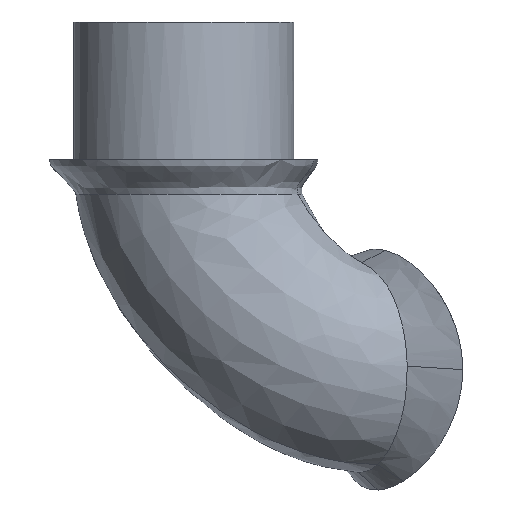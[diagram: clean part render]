
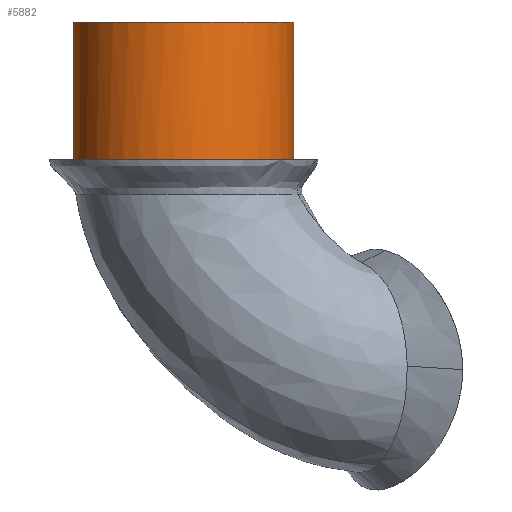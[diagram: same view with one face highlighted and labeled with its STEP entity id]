
A CAD part, front view. The second image highlights one B-rep face of the part: STEP entity #5882.
In plain terms, the highlighted cylindrical face has radius 16 mm (diameter 32 mm), a partial arc.
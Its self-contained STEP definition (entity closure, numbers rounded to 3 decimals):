
#1235=CARTESIAN_POINT('Axis2P3D Location',(-62.,-17.736,-2.227)) ;
#1240=CARTESIAN_POINT('Line Origine',(-78.,-17.736,-2.227)) ;
#1244=CARTESIAN_POINT('Vertex',(-78.,-17.736,-12.227)) ;
#1246=CARTESIAN_POINT('Vertex',(-78.,-17.736,7.773)) ;
#1253=CARTESIAN_POINT('Vertex',(-46.,-17.736,7.773)) ;
#1256=CARTESIAN_POINT('Line Origine',(-46.,-17.736,-2.227)) ;
#1260=CARTESIAN_POINT('Vertex',(-46.,-17.736,-12.227)) ;
#5858=CARTESIAN_POINT('Axis2P3D Location',(-62.,-17.736,-12.227)) ;
#5862=CARTESIAN_POINT('Vertex',(-46.855,-22.897,-12.227)) ;
#5865=CARTESIAN_POINT('Axis2P3D Location',(-62.,-17.736,-12.227)) ;
#5870=CARTESIAN_POINT('Axis2P3D Location',(-62.,-17.736,7.773)) ;
#1236=DIRECTION('Axis2P3D Direction',(0.,0.,1.)) ;
#1237=DIRECTION('Axis2P3D XDirection',(1.,0.,0.)) ;
#1241=DIRECTION('Vector Direction',(0.,0.,1.)) ;
#1257=DIRECTION('Vector Direction',(0.,0.,1.)) ;
#5859=DIRECTION('Axis2P3D Direction',(0.,0.,1.)) ;
#5866=DIRECTION('Axis2P3D Direction',(0.,0.,1.)) ;
#5871=DIRECTION('Axis2P3D Direction',(0.,0.,1.)) ;
#1238=AXIS2_PLACEMENT_3D('Cylinder Axis2P3D',#1235,#1236,#1237) ;
#5860=AXIS2_PLACEMENT_3D('Circle Axis2P3D',#5858,#5859,$) ;
#5867=AXIS2_PLACEMENT_3D('Circle Axis2P3D',#5865,#5866,$) ;
#5872=AXIS2_PLACEMENT_3D('Circle Axis2P3D',#5870,#5871,$) ;
#5876=ORIENTED_EDGE('',*,*,#1248,.F.) ;
#5877=ORIENTED_EDGE('',*,*,#5864,.F.) ;
#5878=ORIENTED_EDGE('',*,*,#5869,.F.) ;
#5879=ORIENTED_EDGE('',*,*,#1262,.T.) ;
#5880=ORIENTED_EDGE('',*,*,#5874,.T.) ;
#1242=VECTOR('Line Direction',#1241,1.) ;
#1258=VECTOR('Line Direction',#1257,1.) ;
#5882=ADVANCED_FACE('Geometrical Set.1',(#5881),#1239,.T.) ;
#5861=CIRCLE('generated circle',#5860,16.) ;
#5868=CIRCLE('generated circle',#5867,16.) ;
#5873=CIRCLE('generated circle',#5872,16.) ;
#1239=CYLINDRICAL_SURFACE('generated cylinder',#1238,16.) ;
#1248=EDGE_CURVE('',#1245,#1247,#1243,.T.) ;
#1262=EDGE_CURVE('',#1261,#1254,#1259,.T.) ;
#5864=EDGE_CURVE('',#5863,#1245,#5861,.F.) ;
#5869=EDGE_CURVE('',#1261,#5863,#5868,.F.) ;
#5874=EDGE_CURVE('',#1254,#1247,#5873,.F.) ;
#5875=EDGE_LOOP('',(#5876,#5877,#5878,#5879,#5880)) ;
#5881=FACE_OUTER_BOUND('',#5875,.T.) ;
#1243=LINE('Line',#1240,#1242) ;
#1259=LINE('Line',#1256,#1258) ;
#1245=VERTEX_POINT('',#1244) ;
#1247=VERTEX_POINT('',#1246) ;
#1254=VERTEX_POINT('',#1253) ;
#1261=VERTEX_POINT('',#1260) ;
#5863=VERTEX_POINT('',#5862) ;
